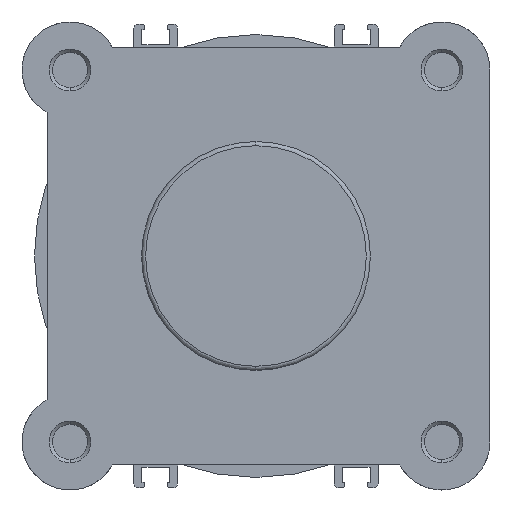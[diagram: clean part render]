
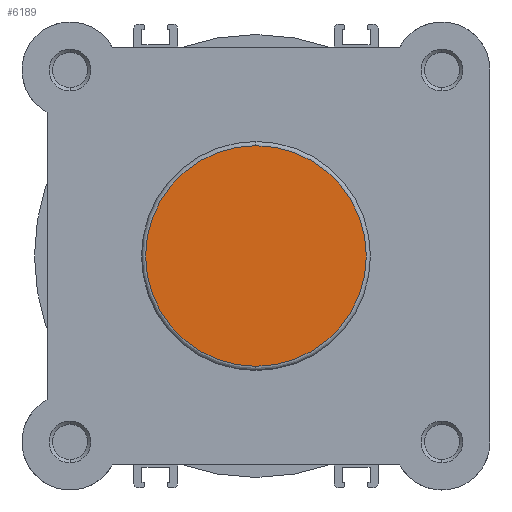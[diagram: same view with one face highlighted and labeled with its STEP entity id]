
A CAD part, left-side view. The second image highlights one B-rep face of the part: STEP entity #6189.
In plain terms, the highlighted planar face has unit normal (-1, 0, 0).
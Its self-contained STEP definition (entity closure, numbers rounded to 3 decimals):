
#3118 = CARTESIAN_POINT ( 'NONE',  ( 0., 0., -26.4 ) ) ;
#3137 = CARTESIAN_POINT ( 'NONE',  ( 0., 0., 26.4 ) ) ;
#4045 = VERTEX_POINT ( 'NONE', #3118 ) ;
#4064 = VERTEX_POINT ( 'NONE', #3137 ) ;
#4719 = PLANE ( 'NONE',  #6774 ) ;
#4722 = CARTESIAN_POINT ( 'NONE',  ( 0., 27.4, 0. ) ) ;
#4728 = DIRECTION ( 'NONE',  ( 1., 0., 0. ) ) ;
#4729 = DIRECTION ( 'NONE',  ( 0., 0., -1. ) ) ;
#5155 = CARTESIAN_POINT ( 'NONE',  ( 0., 0., 0. ) ) ;
#5156 = DIRECTION ( 'NONE',  ( -1., 0., 0. ) ) ;
#5157 = DIRECTION ( 'NONE',  ( 0., 0., -1. ) ) ;
#5184 = CARTESIAN_POINT ( 'NONE',  ( 0., 0., 0. ) ) ;
#5196 = DIRECTION ( 'NONE',  ( -1., 0., 0. ) ) ;
#5197 = DIRECTION ( 'NONE',  ( 0., 0., -1. ) ) ;
#5655 = FACE_OUTER_BOUND ( 'NONE', #7020, .T. ) ;
#5873 = CIRCLE ( 'NONE', #6866, 26.4 ) ;
#5881 = CIRCLE ( 'NONE', #6879, 26.4 ) ;
#6189 = ADVANCED_FACE ( 'NONE', ( #5655 ), #4719, .F. ) ;
#6300 = EDGE_CURVE ( 'NONE', #4064, #4045, #5873, .T. ) ;
#6311 = EDGE_CURVE ( 'NONE', #4045, #4064, #5881, .T. ) ;
#6774 = AXIS2_PLACEMENT_3D ( 'NONE', #4722, #4728, #4729 ) ;
#6866 = AXIS2_PLACEMENT_3D ( 'NONE', #5155, #5156, #5157 ) ;
#6879 = AXIS2_PLACEMENT_3D ( 'NONE', #5184, #5196, #5197 ) ;
#7020 = EDGE_LOOP ( 'NONE', ( #7372, #7373 ) ) ;
#7372 = ORIENTED_EDGE ( 'NONE', *, *, #6311, .T. ) ;
#7373 = ORIENTED_EDGE ( 'NONE', *, *, #6300, .T. ) ;
